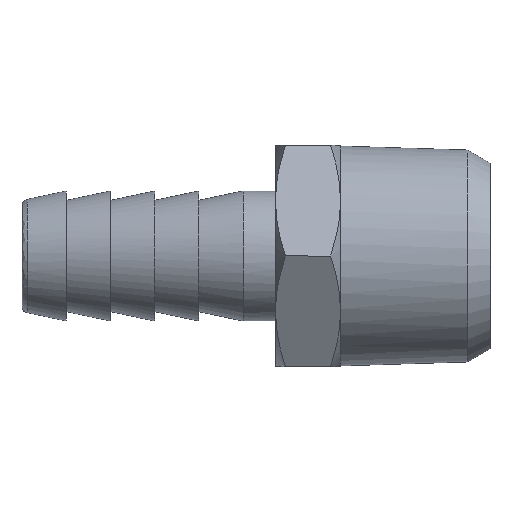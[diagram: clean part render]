
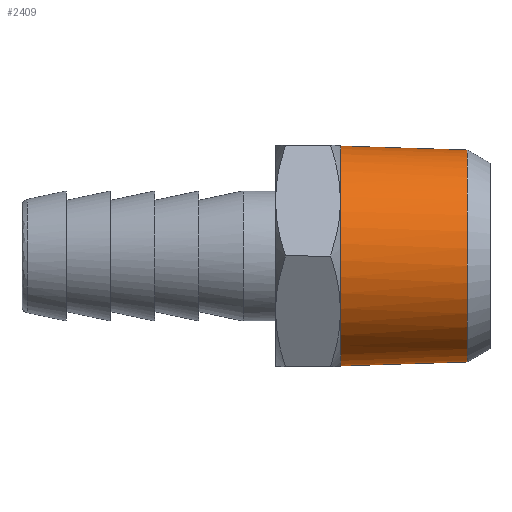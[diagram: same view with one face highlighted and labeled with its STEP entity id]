
A CAD part, left-side view. The second image highlights one B-rep face of the part: STEP entity #2409.
In plain terms, the highlighted free-form (B-spline) face has degree [1, 3] with [2, 4] control points.
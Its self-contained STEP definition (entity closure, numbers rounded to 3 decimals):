
#14 = ORIENTED_EDGE ( 'NONE', *, *, #936, .T. ) ;
#46 = CARTESIAN_POINT ( 'NONE',  ( -7.599, 11.5, 3.749 ) ) ;
#56 = CARTESIAN_POINT ( 'NONE',  ( -5.586, 11.5, 6.371 ) ) ;
#60 = EDGE_CURVE ( 'NONE', #852, #2220, #602, .T. ) ;
#76 = CARTESIAN_POINT ( 'NONE',  ( 0., 11.5, -8.455 ) ) ;
#85 = CARTESIAN_POINT ( 'NONE',  ( -8.455, 11.5, 0.555 ) ) ;
#86 = CARTESIAN_POINT ( 'NONE',  ( -16.3, 1.732, -8.15 ) ) ;
#148 = CARTESIAN_POINT ( 'NONE',  ( 0., 1.732, 8.15 ) ) ;
#205 = CARTESIAN_POINT ( 'NONE',  ( 0., 1.732, 8.15 ) ) ;
#223 = EDGE_LOOP ( 'NONE', ( #1597, #14, #717, #1198 ) ) ;
#263 = VERTEX_POINT ( 'NONE', #2374 ) ;
#264 = CARTESIAN_POINT ( 'NONE',  ( -3.749, 11.5, 7.599 ) ) ;
#272 = CARTESIAN_POINT ( 'NONE',  ( -3.749, 11.5, -7.599 ) ) ;
#280 = CARTESIAN_POINT ( 'NONE',  ( -16.911, 11.5, -8.455 ) ) ;
#319 = CARTESIAN_POINT ( 'NONE',  ( 0., 11.5, -8.455 ) ) ;
#359 = EDGE_CURVE ( 'NONE', #362, #852, #534, .T. ) ;
#362 = VERTEX_POINT ( 'NONE', #319 ) ;
#369 = FACE_OUTER_BOUND ( 'NONE', #223, .T. ) ;
#417 = CARTESIAN_POINT ( 'NONE',  ( -7.599, 11.5, -3.749 ) ) ;
#449 = CARTESIAN_POINT ( 'NONE',  ( -2.194, 11.5, 8.184 ) ) ;
#469 = CARTESIAN_POINT ( 'NONE',  ( 0., 1.732, -8.15 ) ) ;
#500 = CARTESIAN_POINT ( 'NONE',  ( 0., 11.5, -8.455 ) ) ;
#534 = B_SPLINE_CURVE_WITH_KNOTS ( 'NONE', 1,
 ( #500, #1841 ),
 .UNSPECIFIED., .F., .F.,
 ( 2, 2 ),
 ( -1., 0. ),
 .UNSPECIFIED. ) ;
#581 = B_SPLINE_CURVE_WITH_KNOTS ( 'NONE', 3,
 ( #76, #1407, #654, #1567, #1773, #272, #1962, #2326, #1391, #822, #985, #2132, #417, #1024, #1941, #1211, #1173, #85, #810, #1744, #1399, #46, #1383, #1755, #998, #56, #2345, #1192, #264, #1588, #449, #645, #1260, #1063 ),
 .UNSPECIFIED., .F., .F.,
 ( 4, 2, 2, 2, 2, 2, 2, 2, 2, 2, 2, 2, 2, 2, 2, 2, 4 ),
 ( 0., 0.196, 0.393, 0.589, 0.785, 0.982, 1.178, 1.374, 1.571, 1.767, 1.963, 2.16, 2.356, 2.553, 2.749, 2.945, 3.142 ),
 .UNSPECIFIED. ) ;
#595 = CARTESIAN_POINT ( 'NONE',  ( -16.3, 1.732, -8.15 ) ) ;
#602 =( BOUNDED_CURVE ( )  B_SPLINE_CURVE ( 3, ( #956, #595, #1348, #205 ),
 .UNSPECIFIED., .F., .F. ) 
 B_SPLINE_CURVE_WITH_KNOTS ( ( 4, 4 ),
 ( -3.142, 0. ),
 .UNSPECIFIED. ) 
 CURVE ( )  GEOMETRIC_REPRESENTATION_ITEM ( )  RATIONAL_B_SPLINE_CURVE ( ( 1., 0.333, 0.333, 1. ) ) 
 REPRESENTATION_ITEM ( '' )  );
#645 = CARTESIAN_POINT ( 'NONE',  ( -1.105, 11.5, 8.401 ) ) ;
#654 = CARTESIAN_POINT ( 'NONE',  ( -1.105, 11.5, -8.401 ) ) ;
#717 = ORIENTED_EDGE ( 'NONE', *, *, #1165, .F. ) ;
#810 = CARTESIAN_POINT ( 'NONE',  ( -8.401, 11.5, 1.105 ) ) ;
#822 = CARTESIAN_POINT ( 'NONE',  ( -6.371, 11.5, -5.586 ) ) ;
#852 = VERTEX_POINT ( 'NONE', #2156 ) ;
#936 = EDGE_CURVE ( 'NONE', #2220, #263, #1903, .T. ) ;
#956 = CARTESIAN_POINT ( 'NONE',  ( 0., 1.732, -8.15 ) ) ;
#985 = CARTESIAN_POINT ( 'NONE',  ( -6.722, 11.5, -5.159 ) ) ;
#998 = CARTESIAN_POINT ( 'NONE',  ( -6.371, 11.5, 5.586 ) ) ;
#1024 = CARTESIAN_POINT ( 'NONE',  ( -8.024, 11.5, -2.723 ) ) ;
#1063 = CARTESIAN_POINT ( 'NONE',  ( 0., 11.5, 8.455 ) ) ;
#1092 = CARTESIAN_POINT ( 'NONE',  ( 0., 11.5, 8.455 ) ) ;
#1165 = EDGE_CURVE ( 'NONE', #362, #263, #581, .T. ) ;
#1173 = CARTESIAN_POINT ( 'NONE',  ( -8.455, 11.5, -0.555 ) ) ;
#1192 = CARTESIAN_POINT ( 'NONE',  ( -4.236, 11.5, 7.339 ) ) ;
#1198 = ORIENTED_EDGE ( 'NONE', *, *, #359, .T. ) ;
#1211 = CARTESIAN_POINT ( 'NONE',  ( -8.401, 11.5, -1.105 ) ) ;
#1213 = CARTESIAN_POINT ( 'NONE',  ( 0., 1.732, 8.15 ) ) ;
#1260 = CARTESIAN_POINT ( 'NONE',  ( -0.555, 11.5, 8.455 ) ) ;
#1348 = CARTESIAN_POINT ( 'NONE',  ( -16.3, 1.732, 8.15 ) ) ;
#1383 = CARTESIAN_POINT ( 'NONE',  ( -7.339, 11.5, 4.236 ) ) ;
#1391 = CARTESIAN_POINT ( 'NONE',  ( -5.586, 11.5, -6.371 ) ) ;
#1399 = CARTESIAN_POINT ( 'NONE',  ( -8.024, 11.5, 2.723 ) ) ;
#1407 = CARTESIAN_POINT ( 'NONE',  ( -0.555, 11.5, -8.455 ) ) ;
#1409 = CARTESIAN_POINT ( 'NONE',  ( -16.3, 1.732, 8.15 ) ) ;
#1416 = CARTESIAN_POINT ( 'NONE',  ( 0., 11.5, -8.455 ) ) ;
#1567 = CARTESIAN_POINT ( 'NONE',  ( -2.194, 11.5, -8.184 ) ) ;
#1588 = CARTESIAN_POINT ( 'NONE',  ( -2.723, 11.5, 8.024 ) ) ;
#1597 = ORIENTED_EDGE ( 'NONE', *, *, #60, .T. ) ;
#1607 = CARTESIAN_POINT ( 'NONE',  ( -16.911, 11.5, 8.455 ) ) ;
#1744 = CARTESIAN_POINT ( 'NONE',  ( -8.184, 11.5, 2.194 ) ) ;
#1755 = CARTESIAN_POINT ( 'NONE',  ( -6.722, 11.5, 5.159 ) ) ;
#1773 = CARTESIAN_POINT ( 'NONE',  ( -2.723, 11.5, -8.024 ) ) ;
#1789 = CARTESIAN_POINT ( 'NONE',  ( 0., 11.5, 8.455 ) ) ;
#1841 = CARTESIAN_POINT ( 'NONE',  ( 0., 1.732, -8.15 ) ) ;
#1903 = B_SPLINE_CURVE_WITH_KNOTS ( 'NONE', 1,
 ( #148, #1092 ),
 .UNSPECIFIED., .F., .F.,
 ( 2, 2 ),
 ( -1., 0. ),
 .UNSPECIFIED. ) ;
#1905 =( BOUNDED_SURFACE ( )  B_SPLINE_SURFACE ( 1, 3, ( 
 ( #469, #86, #1409, #1213 ),
 ( #1416, #280, #1607, #1789 ) ),
 .UNSPECIFIED., .F., .F., .T. ) 
 B_SPLINE_SURFACE_WITH_KNOTS ( ( 2, 2 ),
 ( 4, 4 ),
 ( 0., 1. ),
 ( 0., 1. ),
 .UNSPECIFIED. ) 
 GEOMETRIC_REPRESENTATION_ITEM ( )  RATIONAL_B_SPLINE_SURFACE ( (
 ( 1., 0.333, 0.333, 1.),
 ( 1., 0.333, 0.333, 1.) ) ) 
 REPRESENTATION_ITEM ( '' )  SURFACE ( )  );
#1941 = CARTESIAN_POINT ( 'NONE',  ( -8.184, 11.5, -2.194 ) ) ;
#1962 = CARTESIAN_POINT ( 'NONE',  ( -4.236, 11.5, -7.339 ) ) ;
#2055 = CARTESIAN_POINT ( 'NONE',  ( 0., 1.732, 8.15 ) ) ;
#2132 = CARTESIAN_POINT ( 'NONE',  ( -7.339, 11.5, -4.236 ) ) ;
#2156 = CARTESIAN_POINT ( 'NONE',  ( 0., 1.732, -8.15 ) ) ;
#2220 = VERTEX_POINT ( 'NONE', #2055 ) ;
#2326 = CARTESIAN_POINT ( 'NONE',  ( -5.159, 11.5, -6.722 ) ) ;
#2345 = CARTESIAN_POINT ( 'NONE',  ( -5.159, 11.5, 6.722 ) ) ;
#2374 = CARTESIAN_POINT ( 'NONE',  ( 0., 11.5, 8.455 ) ) ;
#2409 = ADVANCED_FACE ( 'NONE', ( #369 ), #1905, .F. ) ;
